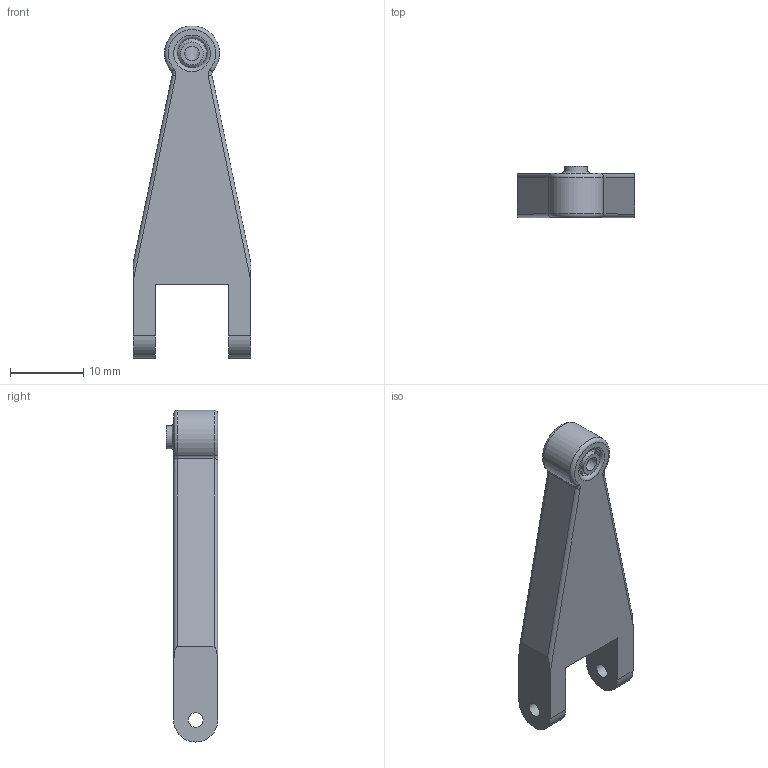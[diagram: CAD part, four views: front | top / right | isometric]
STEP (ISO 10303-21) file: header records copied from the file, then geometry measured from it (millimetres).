
FILE_DESCRIPTION(/* description */ (''),/* implementation_level */ '2;1');
FILE_NAME(/* name */ 'control arm bottom v1.step',/* time_stamp */ '2025-05-21T11:01:31-07:00',/* author */ (''),/* organization */ (''),/* preprocessor_version */ 'ST-DEVELOPER v20.1',/* originating_system */ 'Autodesk Translation Framework v14.10.0.0',/* authorisation */ '');
FILE_SCHEMA (('AUTOMOTIVE_DESIGN { 1 0 10303 214 3 1 1 }'));
Length unit declared in the file: millimetre
Products named in the file (1): control arm bottom
Bounding box: 16 x 7 x 45.24 mm (x, y, z)
Volume: 2388.9 mm3; surface area: 1890.9 mm2
Topology: 2 solids, 2 shells, 36 faces, 93 edges, 59 vertices
Faces by surface type: cylinder 15, plane 11, torus 8, sphere 2
Full cylindrical faces by diameter (mm): 2 x3, 3.132 x2, 4 x1
Entity records: 1146 total; most frequent: DIRECTION 216, CARTESIAN_POINT 185, ORIENTED_EDGE 178, AXIS2_PLACEMENT_3D 90, EDGE_CURVE 89, VERTEX_POINT 59, CIRCLE 49, EDGE_LOOP 46
